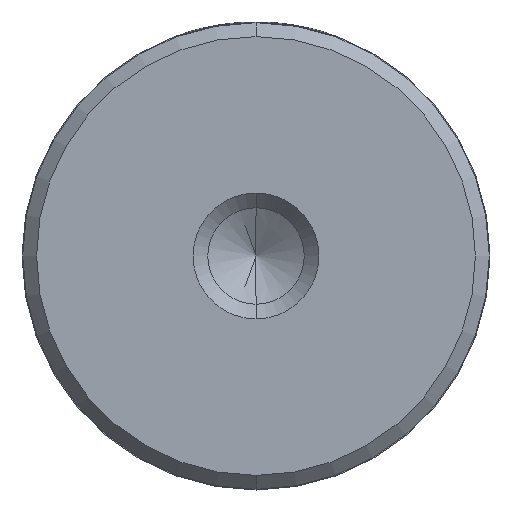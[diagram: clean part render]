
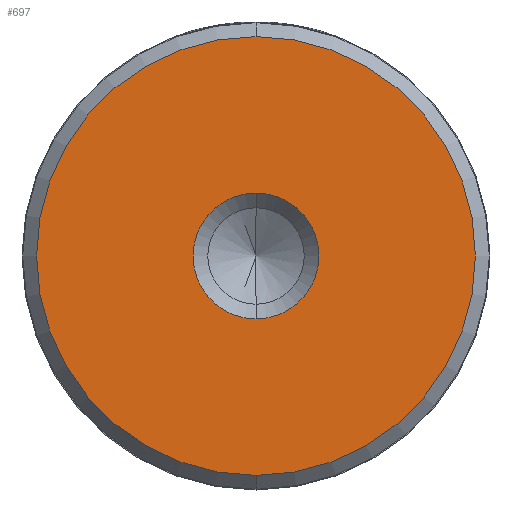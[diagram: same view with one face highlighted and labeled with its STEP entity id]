
A CAD part, front view. The second image highlights one B-rep face of the part: STEP entity #697.
In plain terms, the highlighted planar face has unit normal (0, -1, 0).
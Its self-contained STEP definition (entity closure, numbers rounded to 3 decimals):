
#14 = EDGE_CURVE ( 'NONE', #691, #1021, #566, .T. ) ;
#18 = EDGE_CURVE ( 'NONE', #1492, #542, #245, .T. ) ;
#47 = AXIS2_PLACEMENT_3D ( 'NONE', #818, #95, #925 ) ;
#95 = DIRECTION ( 'NONE',  ( 0., -1., 0. ) ) ;
#137 = AXIS2_PLACEMENT_3D ( 'NONE', #1261, #578, #1384 ) ;
#177 = DIRECTION ( 'NONE',  ( 0., -1., 0. ) ) ;
#245 = CIRCLE ( 'NONE', #47, 7.5 ) ;
#381 = CIRCLE ( 'NONE', #628, 2.15 ) ;
#489 = ORIENTED_EDGE ( 'NONE', *, *, #519, .T. ) ;
#495 = FACE_OUTER_BOUND ( 'NONE', #1216, .T. ) ;
#519 = EDGE_CURVE ( 'NONE', #542, #1492, #1535, .T. ) ;
#533 = CARTESIAN_POINT ( 'NONE',  ( 0., -21.5, -7.5 ) ) ;
#542 = VERTEX_POINT ( 'NONE', #533 ) ;
#566 = CIRCLE ( 'NONE', #137, 2.15 ) ;
#578 = DIRECTION ( 'NONE',  ( 0., 1., 0. ) ) ;
#604 = EDGE_CURVE ( 'NONE', #1021, #691, #381, .T. ) ;
#628 = AXIS2_PLACEMENT_3D ( 'NONE', #696, #1497, #813 ) ;
#691 = VERTEX_POINT ( 'NONE', #926 ) ;
#696 = CARTESIAN_POINT ( 'NONE',  ( 0., -21.5, 0. ) ) ;
#697 = ADVANCED_FACE ( 'NONE', ( #1235, #495 ), #874, .T. ) ;
#813 = DIRECTION ( 'NONE',  ( 0., 0., -1. ) ) ;
#818 = CARTESIAN_POINT ( 'NONE',  ( 0., -21.5, 0. ) ) ;
#853 = ORIENTED_EDGE ( 'NONE', *, *, #604, .T. ) ;
#874 = PLANE ( 'NONE',  #1089 ) ;
#886 = CARTESIAN_POINT ( 'NONE',  ( 0., -21.5, 0. ) ) ;
#925 = DIRECTION ( 'NONE',  ( 0., 0., -1. ) ) ;
#926 = CARTESIAN_POINT ( 'NONE',  ( 0., -21.5, 2.15 ) ) ;
#979 = DIRECTION ( 'NONE',  ( 0., -1., 0. ) ) ;
#988 = DIRECTION ( 'NONE',  ( 0., 0., -1. ) ) ;
#998 = DIRECTION ( 'NONE',  ( 0., 0., -1. ) ) ;
#1021 = VERTEX_POINT ( 'NONE', #1403 ) ;
#1027 = CARTESIAN_POINT ( 'NONE',  ( 0., -21.5, 7.5 ) ) ;
#1036 = EDGE_LOOP ( 'NONE', ( #853, #1391 ) ) ;
#1089 = AXIS2_PLACEMENT_3D ( 'NONE', #1444, #979, #988 ) ;
#1192 = AXIS2_PLACEMENT_3D ( 'NONE', #886, #177, #998 ) ;
#1216 = EDGE_LOOP ( 'NONE', ( #1245, #489 ) ) ;
#1235 = FACE_BOUND ( 'NONE', #1036, .T. ) ;
#1245 = ORIENTED_EDGE ( 'NONE', *, *, #18, .T. ) ;
#1261 = CARTESIAN_POINT ( 'NONE',  ( 0., -21.5, 0. ) ) ;
#1384 = DIRECTION ( 'NONE',  ( 0., 0., -1. ) ) ;
#1391 = ORIENTED_EDGE ( 'NONE', *, *, #14, .T. ) ;
#1403 = CARTESIAN_POINT ( 'NONE',  ( 0., -21.5, -2.15 ) ) ;
#1444 = CARTESIAN_POINT ( 'NONE',  ( 8., -21.5, 0. ) ) ;
#1492 = VERTEX_POINT ( 'NONE', #1027 ) ;
#1497 = DIRECTION ( 'NONE',  ( 0., 1., 0. ) ) ;
#1535 = CIRCLE ( 'NONE', #1192, 7.5 ) ;
